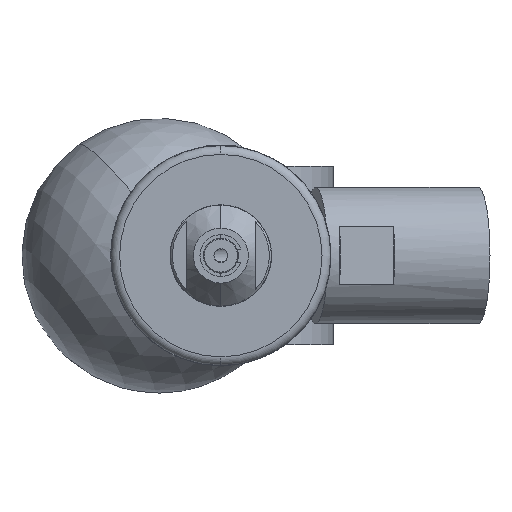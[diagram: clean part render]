
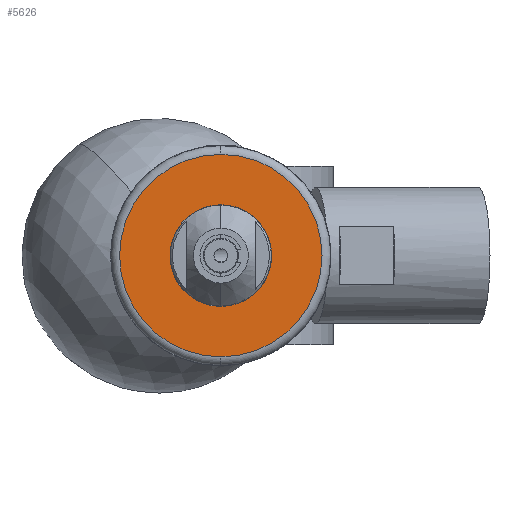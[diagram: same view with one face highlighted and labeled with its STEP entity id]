
A CAD part, left-side view. The second image highlights one B-rep face of the part: STEP entity #5626.
In plain terms, the highlighted planar face has unit normal (-1, 0, 0).
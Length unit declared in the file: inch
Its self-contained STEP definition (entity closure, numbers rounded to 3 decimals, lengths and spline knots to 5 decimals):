
#477 = CIRCLE ( 'NONE', #10205, 0.46 ) ;
#648 = CARTESIAN_POINT ( 'NONE',  ( -0.0325, 0.5, 0. ) ) ;
#669 = DIRECTION ( 'NONE',  ( 0., 0., 1. ) ) ;
#701 = VERTEX_POINT ( 'NONE', #10999 ) ;
#781 = VERTEX_POINT ( 'NONE', #6744 ) ;
#1568 = DIRECTION ( 'NONE',  ( 0., 0., -1. ) ) ;
#2089 = CIRCLE ( 'NONE', #6713, 0.114 ) ;
#2972 = FACE_BOUND ( 'NONE', #7071, .T. ) ;
#3296 = ORIENTED_EDGE ( 'NONE', *, *, #9217, .T. ) ;
#3870 = DIRECTION ( 'NONE',  ( -1., 0., 0. ) ) ;
#4059 = DIRECTION ( 'NONE',  ( 0., 0., -1. ) ) ;
#4239 = CARTESIAN_POINT ( 'NONE',  ( -0.0325, 0., -0.114 ) ) ;
#4386 = AXIS2_PLACEMENT_3D ( 'NONE', #648, #11843, #4059 ) ;
#4573 = EDGE_LOOP ( 'NONE', ( #3296, #11563 ) ) ;
#4763 = VERTEX_POINT ( 'NONE', #11730 ) ;
#5001 = CIRCLE ( 'NONE', #11884, 0.46 ) ;
#5395 = DIRECTION ( 'NONE',  ( -1., 0., 0. ) ) ;
#5402 = DIRECTION ( 'NONE',  ( -1., 0., 0. ) ) ;
#5626 = ADVANCED_FACE ( 'NONE', ( #2972, #13083 ), #6175, .F. ) ;
#6039 = EDGE_CURVE ( 'NONE', #781, #12300, #11753, .T. ) ;
#6175 = PLANE ( 'NONE',  #4386 ) ;
#6231 = AXIS2_PLACEMENT_3D ( 'NONE', #14123, #5402, #11942 ) ;
#6713 = AXIS2_PLACEMENT_3D ( 'NONE', #11738, #5395, #669 ) ;
#6744 = CARTESIAN_POINT ( 'NONE',  ( -0.0325, 0., 0.114 ) ) ;
#6906 = DIRECTION ( 'NONE',  ( -1., 0., 0. ) ) ;
#7013 = ORIENTED_EDGE ( 'NONE', *, *, #8060, .F. ) ;
#7071 = EDGE_LOOP ( 'NONE', ( #12866, #7013 ) ) ;
#8060 = EDGE_CURVE ( 'NONE', #12300, #781, #2089, .T. ) ;
#8997 = DIRECTION ( 'NONE',  ( 0., 0., -1. ) ) ;
#9217 = EDGE_CURVE ( 'NONE', #701, #4763, #477, .T. ) ;
#10205 = AXIS2_PLACEMENT_3D ( 'NONE', #13617, #6906, #8997 ) ;
#10692 = EDGE_CURVE ( 'NONE', #4763, #701, #5001, .T. ) ;
#10999 = CARTESIAN_POINT ( 'NONE',  ( -0.0325, 0., -0.46 ) ) ;
#11563 = ORIENTED_EDGE ( 'NONE', *, *, #10692, .T. ) ;
#11730 = CARTESIAN_POINT ( 'NONE',  ( -0.0325, 0., 0.46 ) ) ;
#11738 = CARTESIAN_POINT ( 'NONE',  ( -0.0325, 0., 0. ) ) ;
#11753 = CIRCLE ( 'NONE', #6231, 0.114 ) ;
#11843 = DIRECTION ( 'NONE',  ( 1., 0., 0. ) ) ;
#11884 = AXIS2_PLACEMENT_3D ( 'NONE', #13434, #3870, #1568 ) ;
#11942 = DIRECTION ( 'NONE',  ( 0., 0., 1. ) ) ;
#12300 = VERTEX_POINT ( 'NONE', #4239 ) ;
#12866 = ORIENTED_EDGE ( 'NONE', *, *, #6039, .F. ) ;
#13083 = FACE_OUTER_BOUND ( 'NONE', #4573, .T. ) ;
#13434 = CARTESIAN_POINT ( 'NONE',  ( -0.0325, 0., 0. ) ) ;
#13617 = CARTESIAN_POINT ( 'NONE',  ( -0.0325, 0., 0. ) ) ;
#14123 = CARTESIAN_POINT ( 'NONE',  ( -0.0325, 0., 0. ) ) ;
